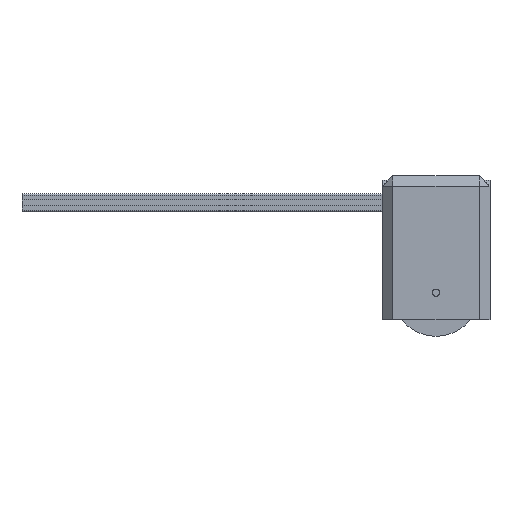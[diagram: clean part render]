
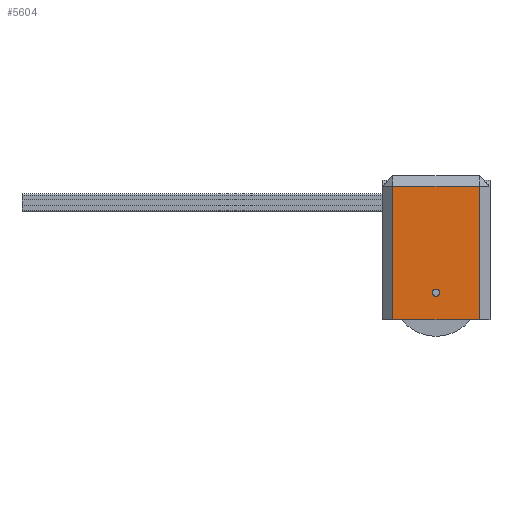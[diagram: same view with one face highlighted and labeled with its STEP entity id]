
A CAD part, left-side view. The second image highlights one B-rep face of the part: STEP entity #5604.
In plain terms, the highlighted planar face has unit normal (-1, 0, 0).
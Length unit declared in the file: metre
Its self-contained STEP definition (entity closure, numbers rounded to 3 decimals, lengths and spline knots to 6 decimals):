
#35=CIRCLE('',#6053,0.004);
#191=ORIENTED_EDGE('',*,*,#1780,.T.);
#192=ORIENTED_EDGE('',*,*,#1797,.T.);
#193=ORIENTED_EDGE('',*,*,#1798,.T.);
#194=ORIENTED_EDGE('',*,*,#1799,.T.);
#195=ORIENTED_EDGE('',*,*,#1790,.F.);
#1780=EDGE_CURVE('',#2586,#2585,#3135,.T.);
#1790=EDGE_CURVE('',#2594,#2594,#35,.F.);
#1797=EDGE_CURVE('',#2585,#2599,#3150,.T.);
#1798=EDGE_CURVE('',#2599,#2600,#3151,.T.);
#1799=EDGE_CURVE('',#2600,#2586,#3152,.T.);
#2585=VERTEX_POINT('',#8001);
#2586=VERTEX_POINT('',#8003);
#2594=VERTEX_POINT('',#8022);
#2599=VERTEX_POINT('',#8037);
#2600=VERTEX_POINT('',#8039);
#3135=LINE('',#8002,#3856);
#3150=LINE('',#8036,#3871);
#3151=LINE('',#8038,#3872);
#3152=LINE('',#8040,#3873);
#3856=VECTOR('',#6468,1.);
#3871=VECTOR('',#6495,1.);
#3872=VECTOR('',#6496,1.);
#3873=VECTOR('',#6497,1.);
#4575=EDGE_LOOP('',(#191,#192,#193,#194));
#4576=EDGE_LOOP('',(#195));
#4958=FACE_BOUND('',#4575,.T.);
#4959=FACE_BOUND('',#4576,.T.);
#5338=PLANE('',#6056);
#5604=ADVANCED_FACE('',(#4958,#4959),#5338,.T.);
#6053=AXIS2_PLACEMENT_3D('',#8021,#6481,#6482);
#6056=AXIS2_PLACEMENT_3D('',#8035,#6493,#6494);
#6468=DIRECTION('',(0.,-1.,0.));
#6481=DIRECTION('',(1.,0.,0.));
#6482=DIRECTION('',(0.,0.,-1.));
#6493=DIRECTION('',(-1.,0.,0.));
#6494=DIRECTION('',(0.,-1.,0.));
#6495=DIRECTION('',(0.,0.,1.));
#6496=DIRECTION('',(0.,1.,0.));
#6497=DIRECTION('',(0.,0.,-1.));
#8001=CARTESIAN_POINT('',(-0.392,-0.258,-0.13));
#8002=CARTESIAN_POINT('',(-0.392,-0.21,-0.13));
#8003=CARTESIAN_POINT('',(-0.392,-0.162,-0.13));
#8021=CARTESIAN_POINT('',(-0.392,-0.21,-0.1));
#8022=CARTESIAN_POINT('',(-0.392,-0.21,-0.104));
#8035=CARTESIAN_POINT('',(-0.392,-0.21,-0.05));
#8036=CARTESIAN_POINT('',(-0.392,-0.258,0.03));
#8037=CARTESIAN_POINT('',(-0.392,-0.258,0.018));
#8038=CARTESIAN_POINT('',(-0.392,-0.15,0.018));
#8039=CARTESIAN_POINT('',(-0.392,-0.162,0.018));
#8040=CARTESIAN_POINT('',(-0.392,-0.162,-0.05));
